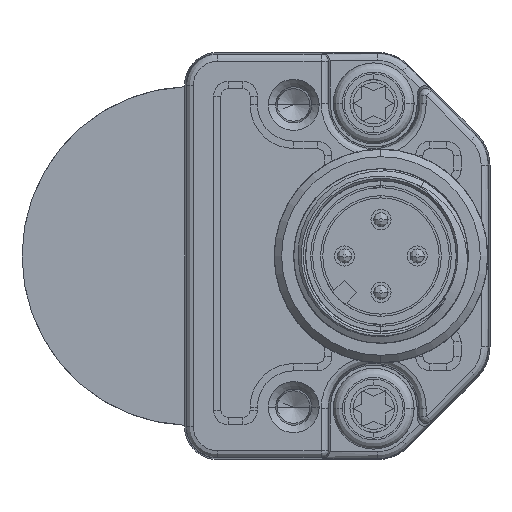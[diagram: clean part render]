
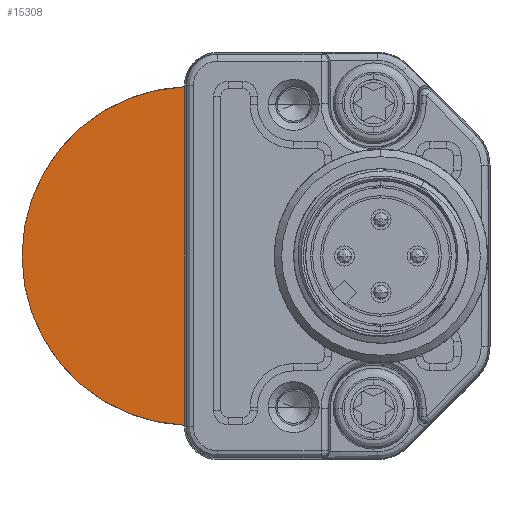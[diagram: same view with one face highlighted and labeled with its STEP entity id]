
A CAD part, left-side view. The second image highlights one B-rep face of the part: STEP entity #15308.
In plain terms, the highlighted planar face has unit normal (-1, 0, 0).
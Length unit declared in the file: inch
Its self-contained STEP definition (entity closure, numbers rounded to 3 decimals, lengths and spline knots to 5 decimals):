
#722=DIRECTION('',(0.,0.,1.));
#723=VECTOR('',#722,0.91659);
#724=CARTESIAN_POINT('',(0.,0.82677,-0.4583));
#725=LINE('',#724,#723);
#726=CARTESIAN_POINT('',(0.,0.80846,0.));
#727=DIRECTION('',(-1.,0.,0.));
#728=DIRECTION('',(0.,0.04,0.999));
#729=AXIS2_PLACEMENT_3D('',#726,#727,#728);
#13483=CARTESIAN_POINT('',(0.,0.82677,-0.4583));
#13484=CARTESIAN_POINT('',(0.,0.82677,0.4583));
#13485=VERTEX_POINT('',#13483);
#13486=VERTEX_POINT('',#13484);
#15298=CARTESIAN_POINT('',(0.,0.74941,0.));
#15299=DIRECTION('',(-1.,0.,0.));
#15300=DIRECTION('',(0.,0.,1.));
#15301=AXIS2_PLACEMENT_3D('',#15298,#15299,#15300);
#15302=PLANE('',#15301);
#15304=ORIENTED_EDGE('',*,*,#15303,.F.);
#15305=ORIENTED_EDGE('',*,*,#15286,.F.);
#15306=EDGE_LOOP('',(#15304,#15305));
#15307=FACE_OUTER_BOUND('',#15306,.F.);
#15308=ADVANCED_FACE('',(#15307),#15302,.T.);
#730=CIRCLE('',#729,0.45866);
#15286=EDGE_CURVE('',#13486,#13485,#730,.T.);
#15303=EDGE_CURVE('',#13485,#13486,#725,.T.);
